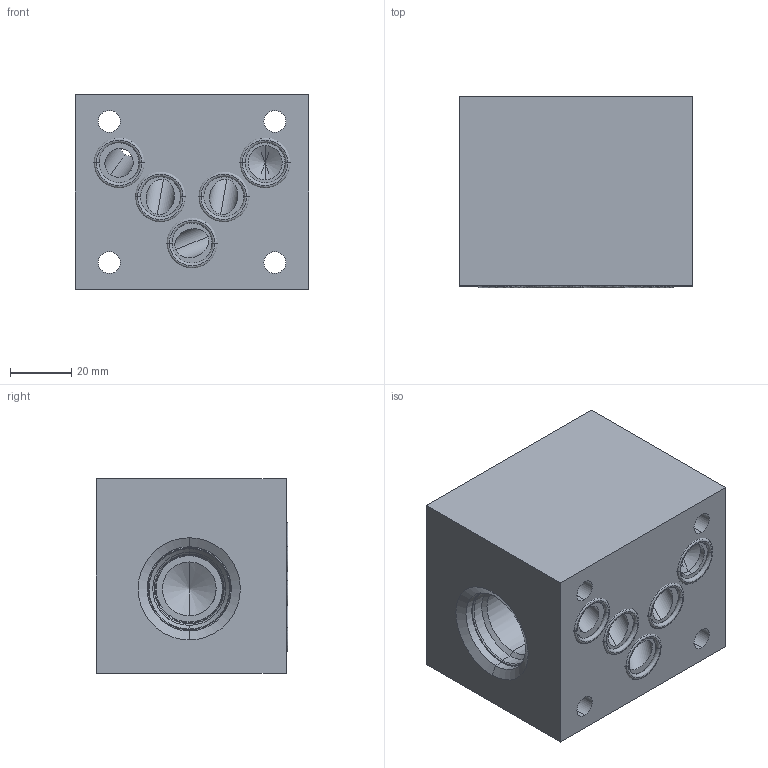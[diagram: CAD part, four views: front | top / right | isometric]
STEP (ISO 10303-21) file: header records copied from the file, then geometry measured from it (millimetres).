
FILE_DESCRIPTION((''),'2;1');
FILE_NAME('DBP_ASM','2024-09-03T',('ProEService'),(''),'PRO/ENGINEER BY PARAMETRIC TECHNOLOGY CORPORATION, 2014200','PRO/ENGINEER BY PARAMETRIC TECHNOLOGY CORPORATION, 2014200','');
FILE_SCHEMA(('CONFIG_CONTROL_DESIGN'));
Length unit declared in the file: inch
Products named in the file (3): 150-396; 500-001-014; DBP_ASM
Assembly tree (6 placements, depth 2):
  DBP_ASM
    150-396
    500-001-014  x5
Bounding box: 76.2 x 62.48 x 63.5 mm (x, y, z)
Volume: 245840.7 mm3; surface area: 44986.5 mm2
Topology: 6 solids, 6 shells, 107 faces, 428 edges, 424 vertices
Faces by surface type: cylinder 46, revolution 20, cone 15, plane 13, sphere 11, torus 2
Entity records: 5187 total; most frequent: CARTESIAN_POINT 2073, DIRECTION 624, ORIENTED_EDGE 468, EDGE_CURVE 234, VECTOR 224, LINE 224, AXIS2_PLACEMENT_3D 198, VERTEX_POINT 154
